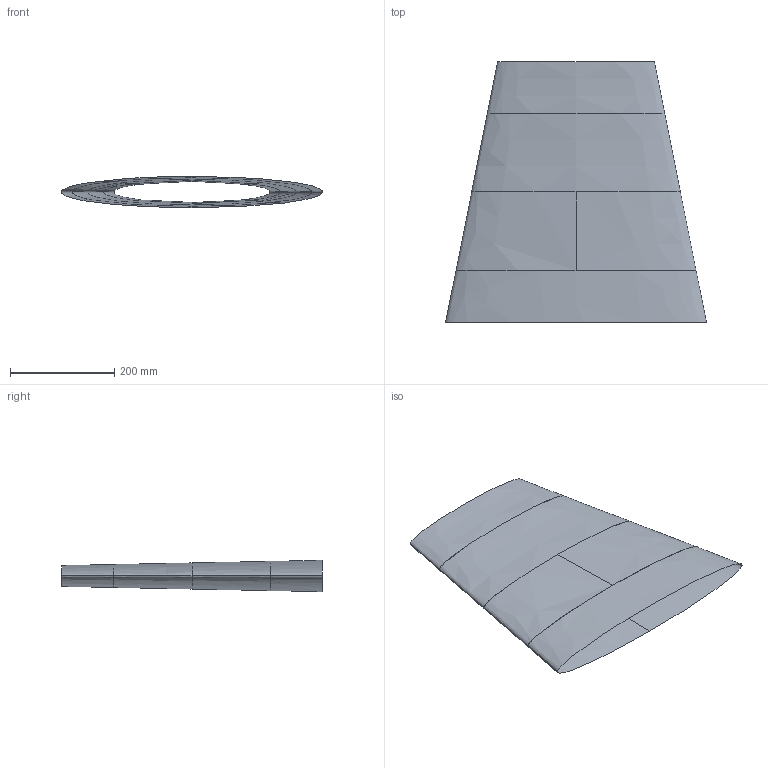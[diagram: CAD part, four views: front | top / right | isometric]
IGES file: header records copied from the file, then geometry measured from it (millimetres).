
Start section: 3D InterOp IGES (v. 2018 1.0.2), Spatial Corp. Copyright (c) 1999-2017.
Global section: file name: shell-3.igs; native system: Spatial Corp.; preprocessor: 3D InterOp ACIS/IGES; author: Noname; organization: Noname; date: 20220425.151713; units: millimetre
Bounding box: 500 x 500 x 59.95 mm (x, y, z)
Surface area: 409701.3 mm2 (no closed solid volume)
Topology: 0 solids, 0 shells, 11 faces, 67 edges, 67 vertices
Faces by surface type: bspline 11
